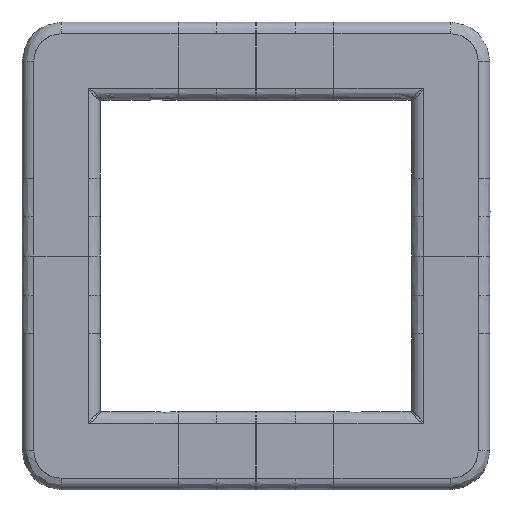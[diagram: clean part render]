
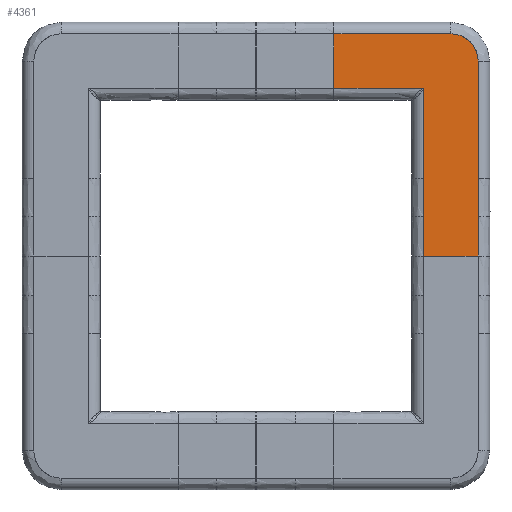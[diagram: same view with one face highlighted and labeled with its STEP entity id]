
A CAD part, left-side view. The second image highlights one B-rep face of the part: STEP entity #4361.
In plain terms, the highlighted free-form (B-spline) face has degree [3, 3] with [4, 4] control points.
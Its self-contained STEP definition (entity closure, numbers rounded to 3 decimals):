
#164=B_SPLINE_CURVE_WITH_KNOTS('',3,(#8450,#8451,#8452,#8453),
 .UNSPECIFIED.,.F.,.F.,(4,4),(0.467,0.75),
 .UNSPECIFIED.);
#165=B_SPLINE_CURVE_WITH_KNOTS('',3,(#8455,#8456,#8457,#8458,#8459,#8460,
#8461),.UNSPECIFIED.,.F.,.F.,(4,3,4),(0.,0.017,0.033),
 .UNSPECIFIED.);
#166=B_SPLINE_CURVE_WITH_KNOTS('',3,(#8463,#8464,#8465,#8466),
 .UNSPECIFIED.,.F.,.F.,(4,4),(0.,0.533),.UNSPECIFIED.);
#167=B_SPLINE_CURVE_WITH_KNOTS('',3,(#8468,#8469,#8470,#8471),
 .UNSPECIFIED.,.F.,.F.,(4,4),(0.288,0.463),
 .UNSPECIFIED.);
#168=B_SPLINE_CURVE_WITH_KNOTS('',3,(#8473,#8474,#8475,#8476),
 .UNSPECIFIED.,.F.,.F.,(4,4),(-0.625,0.),.UNSPECIFIED.);
#169=B_SPLINE_CURVE_WITH_KNOTS('',3,(#8478,#8479,#8480,#8481,#8482,#8483,
#8484),.UNSPECIFIED.,.F.,.F.,(4,3,4),(0.,0.31,0.62),
 .UNSPECIFIED.);
#170=B_SPLINE_CURVE_WITH_KNOTS('',3,(#8486,#8487,#8488,#8489),
 .UNSPECIFIED.,.F.,.F.,(4,4),(-0.75,-0.375),
 .UNSPECIFIED.);
#171=B_SPLINE_CURVE_WITH_KNOTS('',3,(#8490,#8491,#8492,#8493),
 .UNSPECIFIED.,.F.,.F.,(4,4),(0.537,0.712),
 .UNSPECIFIED.);
#762=B_SPLINE_SURFACE_WITH_KNOTS('',3,3,((#8432,#8433,#8434,#8435),(#8436,
#8437,#8438,#8439),(#8440,#8441,#8442,#8443),(#8444,#8445,#8446,#8447)),
 .UNSPECIFIED.,.F.,.F.,.F.,(4,4),(4,4),(0.,1.),(0.,1.),.UNSPECIFIED.);
#1113=FACE_OUTER_BOUND('',#1317,.T.);
#1317=EDGE_LOOP('',(#3537,#3538,#3539,#3540,#3541,#3542,#3543,#3544));
#1801=VERTEX_POINT('',#8448);
#1802=VERTEX_POINT('',#8449);
#1803=VERTEX_POINT('',#8454);
#1804=VERTEX_POINT('',#8462);
#1805=VERTEX_POINT('',#8467);
#1806=VERTEX_POINT('',#8472);
#1807=VERTEX_POINT('',#8477);
#1808=VERTEX_POINT('',#8485);
#2669=EDGE_CURVE('',#1801,#1802,#164,.T.);
#2670=EDGE_CURVE('',#1803,#1801,#165,.T.);
#2671=EDGE_CURVE('',#1804,#1803,#166,.T.);
#2672=EDGE_CURVE('',#1805,#1804,#167,.T.);
#2673=EDGE_CURVE('',#1806,#1805,#168,.T.);
#2674=EDGE_CURVE('',#1807,#1806,#169,.T.);
#2675=EDGE_CURVE('',#1808,#1807,#170,.T.);
#2676=EDGE_CURVE('',#1802,#1808,#171,.T.);
#3537=ORIENTED_EDGE('',*,*,#2669,.F.);
#3538=ORIENTED_EDGE('',*,*,#2670,.F.);
#3539=ORIENTED_EDGE('',*,*,#2671,.F.);
#3540=ORIENTED_EDGE('',*,*,#2672,.F.);
#3541=ORIENTED_EDGE('',*,*,#2673,.F.);
#3542=ORIENTED_EDGE('',*,*,#2674,.F.);
#3543=ORIENTED_EDGE('',*,*,#2675,.F.);
#3544=ORIENTED_EDGE('',*,*,#2676,.F.);
#4361=ADVANCED_FACE('',(#1113),#762,.T.);
#8432=CARTESIAN_POINT('Ctrl Pts',(1801.882,876.866,-310.94));
#8433=CARTESIAN_POINT('Ctrl Pts',(1801.882,891.533,-310.94));
#8434=CARTESIAN_POINT('Ctrl Pts',(1801.882,906.199,-310.94));
#8435=CARTESIAN_POINT('Ctrl Pts',(1801.882,920.866,-310.94));
#8436=CARTESIAN_POINT('Ctrl Pts',(1801.882,876.866,-296.273));
#8437=CARTESIAN_POINT('Ctrl Pts',(1801.882,891.533,-296.273));
#8438=CARTESIAN_POINT('Ctrl Pts',(1801.882,906.199,-296.273));
#8439=CARTESIAN_POINT('Ctrl Pts',(1801.882,920.866,-296.273));
#8440=CARTESIAN_POINT('Ctrl Pts',(1801.882,876.866,-281.606));
#8441=CARTESIAN_POINT('Ctrl Pts',(1801.882,891.533,-281.606));
#8442=CARTESIAN_POINT('Ctrl Pts',(1801.882,906.199,-281.606));
#8443=CARTESIAN_POINT('Ctrl Pts',(1801.882,920.866,-281.606));
#8444=CARTESIAN_POINT('Ctrl Pts',(1801.882,876.866,-266.94));
#8445=CARTESIAN_POINT('Ctrl Pts',(1801.882,891.533,-266.94));
#8446=CARTESIAN_POINT('Ctrl Pts',(1801.882,906.199,-266.94));
#8447=CARTESIAN_POINT('Ctrl Pts',(1801.882,920.866,-266.94));
#8448=CARTESIAN_POINT('',(1801.882,897.416,-287.29));
#8449=CARTESIAN_POINT('',(1801.882,909.866,-287.29));
#8450=CARTESIAN_POINT('Ctrl Pts',(1801.882,897.416,-287.29));
#8451=CARTESIAN_POINT('Ctrl Pts',(1801.882,901.566,-287.29));
#8452=CARTESIAN_POINT('Ctrl Pts',(1801.882,905.716,-287.29));
#8453=CARTESIAN_POINT('Ctrl Pts',(1801.882,909.866,-287.29));
#8454=CARTESIAN_POINT('',(1801.882,897.216,-287.49));
#8455=CARTESIAN_POINT('Ctrl Pts',(1801.882,897.216,-287.49));
#8456=CARTESIAN_POINT('Ctrl Pts',(1801.882,897.216,-287.438));
#8457=CARTESIAN_POINT('Ctrl Pts',(1801.882,897.226,-287.38));
#8458=CARTESIAN_POINT('Ctrl Pts',(1801.882,897.266,-287.34));
#8459=CARTESIAN_POINT('Ctrl Pts',(1801.882,897.306,-287.3));
#8460=CARTESIAN_POINT('Ctrl Pts',(1801.882,897.364,-287.29));
#8461=CARTESIAN_POINT('Ctrl Pts',(1801.882,897.416,-287.29));
#8462=CARTESIAN_POINT('',(1801.882,897.216,-310.94));
#8463=CARTESIAN_POINT('Ctrl Pts',(1801.882,897.216,-310.94));
#8464=CARTESIAN_POINT('Ctrl Pts',(1801.882,897.216,-303.123));
#8465=CARTESIAN_POINT('Ctrl Pts',(1801.882,897.216,-295.307));
#8466=CARTESIAN_POINT('Ctrl Pts',(1801.882,897.216,-287.49));
#8467=CARTESIAN_POINT('',(1801.882,889.516,-310.94));
#8468=CARTESIAN_POINT('Ctrl Pts',(1801.882,889.516,-310.94));
#8469=CARTESIAN_POINT('Ctrl Pts',(1801.882,892.083,-310.94));
#8470=CARTESIAN_POINT('Ctrl Pts',(1801.882,894.65,-310.94));
#8471=CARTESIAN_POINT('Ctrl Pts',(1801.882,897.216,-310.94));
#8472=CARTESIAN_POINT('',(1801.882,889.516,-283.44));
#8473=CARTESIAN_POINT('Ctrl Pts',(1801.882,889.516,-283.44));
#8474=CARTESIAN_POINT('Ctrl Pts',(1801.882,889.516,-292.607));
#8475=CARTESIAN_POINT('Ctrl Pts',(1801.882,889.516,-301.773));
#8476=CARTESIAN_POINT('Ctrl Pts',(1801.882,889.516,-310.94));
#8477=CARTESIAN_POINT('',(1801.882,893.366,-279.59));
#8478=CARTESIAN_POINT('Ctrl Pts',(1801.882,893.366,-279.59));
#8479=CARTESIAN_POINT('Ctrl Pts',(1801.882,892.345,-279.59));
#8480=CARTESIAN_POINT('Ctrl Pts',(1801.882,891.366,-279.996));
#8481=CARTESIAN_POINT('Ctrl Pts',(1801.882,890.644,-280.718));
#8482=CARTESIAN_POINT('Ctrl Pts',(1801.882,889.922,-281.44));
#8483=CARTESIAN_POINT('Ctrl Pts',(1801.882,889.516,-282.419));
#8484=CARTESIAN_POINT('Ctrl Pts',(1801.882,889.516,-283.44));
#8485=CARTESIAN_POINT('',(1801.882,909.866,-279.59));
#8486=CARTESIAN_POINT('Ctrl Pts',(1801.882,909.866,-279.59));
#8487=CARTESIAN_POINT('Ctrl Pts',(1801.882,904.366,-279.59));
#8488=CARTESIAN_POINT('Ctrl Pts',(1801.882,898.866,-279.59));
#8489=CARTESIAN_POINT('Ctrl Pts',(1801.882,893.366,-279.59));
#8490=CARTESIAN_POINT('Ctrl Pts',(1801.882,909.866,-287.29));
#8491=CARTESIAN_POINT('Ctrl Pts',(1801.882,909.866,-284.723));
#8492=CARTESIAN_POINT('Ctrl Pts',(1801.882,909.866,-282.157));
#8493=CARTESIAN_POINT('Ctrl Pts',(1801.882,909.866,-279.59));
